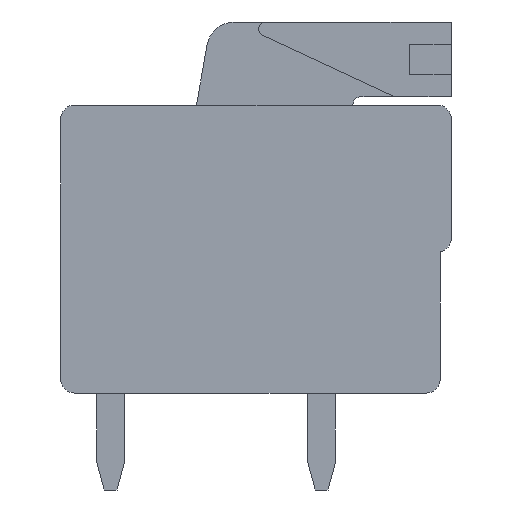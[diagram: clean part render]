
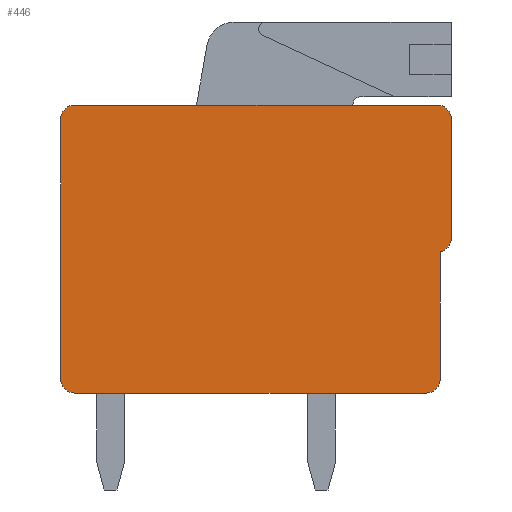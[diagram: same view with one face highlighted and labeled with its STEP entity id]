
A CAD part, left-side view. The second image highlights one B-rep face of the part: STEP entity #446.
In plain terms, the highlighted planar face has unit normal (-1, 0, 0).
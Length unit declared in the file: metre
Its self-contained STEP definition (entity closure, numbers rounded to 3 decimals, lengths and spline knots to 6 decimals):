
#446 = ADVANCED_FACE( 'NONE', ( #958 ), #959, .F. );
#958 = FACE_OUTER_BOUND( '', #1550, .T. );
#959 = PLANE( '', #1551 );
#1550 = EDGE_LOOP( '', ( #2690, #2691, #2692, #2693, #2694, #2695, #2696, #2697, #2698, #2699 ) );
#1551 = AXIS2_PLACEMENT_3D( '', #2700, #2701, #2702 );
#2690 = ORIENTED_EDGE( '', *, *, #3769, .T. );
#2691 = ORIENTED_EDGE( '', *, *, #3744, .T. );
#2692 = ORIENTED_EDGE( '', *, *, #3850, .F. );
#2693 = ORIENTED_EDGE( '', *, *, #3615, .T. );
#2694 = ORIENTED_EDGE( '', *, *, #3695, .F. );
#2695 = ORIENTED_EDGE( '', *, *, #3635, .T. );
#2696 = ORIENTED_EDGE( '', *, *, #3686, .F. );
#2697 = ORIENTED_EDGE( '', *, *, #3853, .T. );
#2698 = ORIENTED_EDGE( '', *, *, #3671, .T. );
#2699 = ORIENTED_EDGE( '', *, *, #3546, .T. );
#2700 = CARTESIAN_POINT( '', ( 0., -0.0141, 0. ) );
#2701 = DIRECTION( '', ( 1., 0., 0. ) );
#2702 = DIRECTION( '', ( 0., 0., 1. ) );
#3546 = EDGE_CURVE( 'NONE', #4288, #4286, #4289, .T. );
#3615 = EDGE_CURVE( 'NONE', #4402, #4400, #4403, .T. );
#3635 = EDGE_CURVE( 'NONE', #4436, #4434, #4437, .T. );
#3671 = EDGE_CURVE( 'NONE', #4490, #4288, #4491, .T. );
#3686 = EDGE_CURVE( 'NONE', #4512, #4434, #4514, .T. );
#3695 = EDGE_CURVE( 'NONE', #4436, #4400, #4526, .T. );
#3744 = EDGE_CURVE( 'NONE', #4603, #4601, #4604, .T. );
#3769 = EDGE_CURVE( 'NONE', #4286, #4603, #4637, .T. );
#3850 = EDGE_CURVE( 'NONE', #4402, #4601, #4745, .T. );
#3853 = EDGE_CURVE( 'NONE', #4512, #4490, #4748, .T. );
#4286 = VERTEX_POINT( 'NONE', #5325 );
#4288 = VERTEX_POINT( 'NONE', #5328 );
#4289 = CIRCLE( '', #5329, 0.0005 );
#4400 = VERTEX_POINT( 'NONE', #5488 );
#4402 = VERTEX_POINT( 'NONE', #5491 );
#4403 = CIRCLE( '', #5492, 0.0005 );
#4434 = VERTEX_POINT( 'NONE', #5535 );
#4436 = VERTEX_POINT( 'NONE', #5538 );
#4437 = CIRCLE( '', #5539, 0.0005 );
#4490 = VERTEX_POINT( 'NONE', #5611 );
#4491 = LINE( '', #5612, #5613 );
#4512 = VERTEX_POINT( 'NONE', #5643 );
#4514 = LINE( '', #5646, #5647 );
#4526 = LINE( '', #5663, #5664 );
#4601 = VERTEX_POINT( 'NONE', #5774 );
#4603 = VERTEX_POINT( 'NONE', #5777 );
#4604 = CIRCLE( '', #5778, 0.0005 );
#4637 = LINE( '', #5826, #5827 );
#4745 = LINE( '', #5979, #5980 );
#4748 = CIRCLE( '', #5983, 0.0005 );
#5325 = CARTESIAN_POINT( '', ( 0., -0.0136, 0.0104 ) );
#5328 = CARTESIAN_POINT( '', ( 0., -0.0141, 0.0099 ) );
#5329 = AXIS2_PLACEMENT_3D( '', #6435, #6436, #6437 );
#5488 = CARTESIAN_POINT( '', ( 0., -0.0005, 0. ) );
#5491 = CARTESIAN_POINT( '', ( 0., 0., 0.0005 ) );
#5492 = AXIS2_PLACEMENT_3D( '', #6508, #6509, #6510 );
#5535 = CARTESIAN_POINT( '', ( 0., -0.0137, 0.0005 ) );
#5538 = CARTESIAN_POINT( '', ( 0., -0.0132, 0. ) );
#5539 = AXIS2_PLACEMENT_3D( '', #6530, #6531, #6532 );
#5611 = CARTESIAN_POINT( '', ( 0., -0.0141, 0.00559 ) );
#5612 = CARTESIAN_POINT( '', ( 0., -0.0141, 0. ) );
#5613 = VECTOR( '', #6570, 1. );
#5643 = CARTESIAN_POINT( '', ( 0., -0.0137, 0.0051 ) );
#5646 = CARTESIAN_POINT( '', ( 0., -0.0137, 0. ) );
#5647 = VECTOR( '', #6584, 1. );
#5663 = CARTESIAN_POINT( '', ( 0., -0.0141, 0. ) );
#5664 = VECTOR( '', #6592, 1. );
#5774 = CARTESIAN_POINT( '', ( 0., 0., 0.0099 ) );
#5777 = CARTESIAN_POINT( '', ( 0., -0.0005, 0.0104 ) );
#5778 = AXIS2_PLACEMENT_3D( '', #6635, #6636, #6637 );
#5826 = CARTESIAN_POINT( '', ( 0., -0.0141, 0.0104 ) );
#5827 = VECTOR( '', #6659, 1. );
#5979 = CARTESIAN_POINT( '', ( 0., 0., 0. ) );
#5980 = VECTOR( '', #6743, 1. );
#5983 = AXIS2_PLACEMENT_3D( '', #6744, #6745, #6746 );
#6435 = CARTESIAN_POINT( '', ( 0., -0.0136, 0.0099 ) );
#6436 = DIRECTION( '', ( -1., 0., 0. ) );
#6437 = DIRECTION( '', ( 0., 1., 0. ) );
#6508 = CARTESIAN_POINT( '', ( 0., -0.0005, 0.0005 ) );
#6509 = DIRECTION( '', ( -1., 0., 0. ) );
#6510 = DIRECTION( '', ( 0., 1., 0. ) );
#6530 = CARTESIAN_POINT( '', ( 0., -0.0132, 0.0005 ) );
#6531 = DIRECTION( '', ( -1., 0., 0. ) );
#6532 = DIRECTION( '', ( 0., 1., 0. ) );
#6570 = DIRECTION( '', ( 0., 0., 1. ) );
#6584 = DIRECTION( '', ( 0., 0., -1. ) );
#6592 = DIRECTION( '', ( 0., 1., 0. ) );
#6635 = CARTESIAN_POINT( '', ( 0., -0.0005, 0.0099 ) );
#6636 = DIRECTION( '', ( -1., 0., 0. ) );
#6637 = DIRECTION( '', ( 0., 1., 0. ) );
#6659 = DIRECTION( '', ( 0., 1., 0. ) );
#6743 = DIRECTION( '', ( 0., 0., 1. ) );
#6744 = CARTESIAN_POINT( '', ( 0., -0.0136, 0.00559 ) );
#6745 = DIRECTION( '', ( -1., 0., 0. ) );
#6746 = DIRECTION( '', ( 0., 1., 0. ) );
